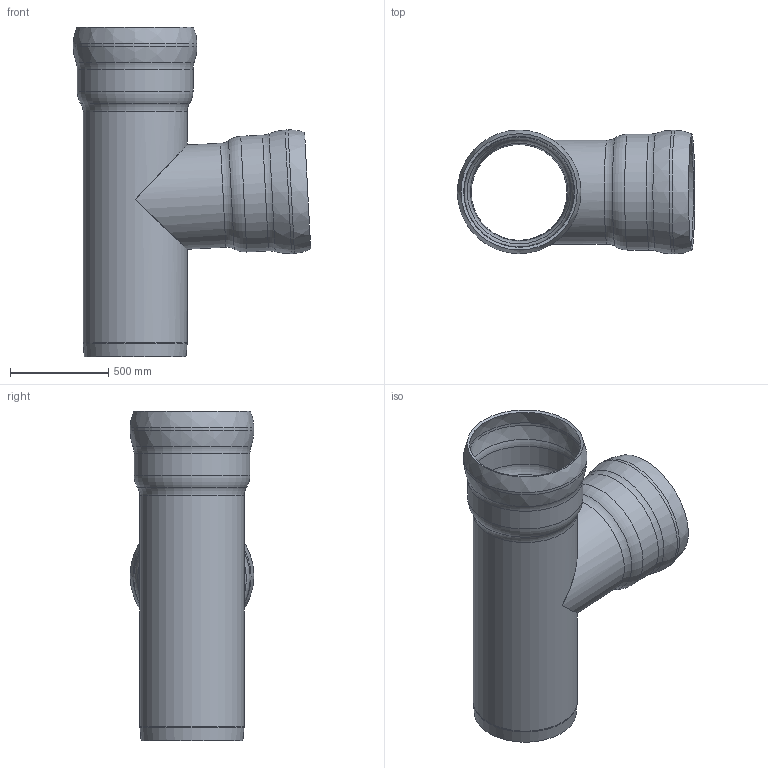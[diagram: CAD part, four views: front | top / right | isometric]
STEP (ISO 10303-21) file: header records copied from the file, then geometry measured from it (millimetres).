
FILE_DESCRIPTION(/* description */ (''),/* implementation_level */ '2;1');
FILE_NAME(/* name */ '00200.BB0X_3D.stp',/* time_stamp */ '2024-12-11T11:52:03+01:00',/* author */ ('CAD'),/* organization */ (''),/* preprocessor_version */ 'ST-DEVELOPER v20',/* originating_system */ 'AutoCAD Mechanical',/* authorisation */ '');
FILE_SCHEMA (('AUTOMOTIVE_DESIGN { 1 0 10303 214 3 1 1 }'));
Length unit declared in the file: centimetre
Products named in the file (2): Product; *S0
Assembly tree (1 placements, depth 2):
  Product
    *S0
Bounding box: 1209.29 x 630 x 1680 mm (x, y, z)
Volume: 57192645.7 mm3; surface area: 7772469.1 mm2
Topology: 2 solids, 2 shells, 43 faces, 123 edges, 78 vertices
Faces by surface type: torus 14, cylinder 12, bspline 8, cone 5, plane 4
Full cylindrical faces by diameter (mm): 500 x2, 530 x2, 560 x2, 590 x2, 600 x2, 630 x2
Entity records: 1691 total; most frequent: CARTESIAN_POINT 455, DIRECTION 299, ORIENTED_EDGE 246, AXIS2_PLACEMENT_3D 138, EDGE_CURVE 123, CIRCLE 88, VERTEX_POINT 78, FACE_OUTER_BOUND 43
